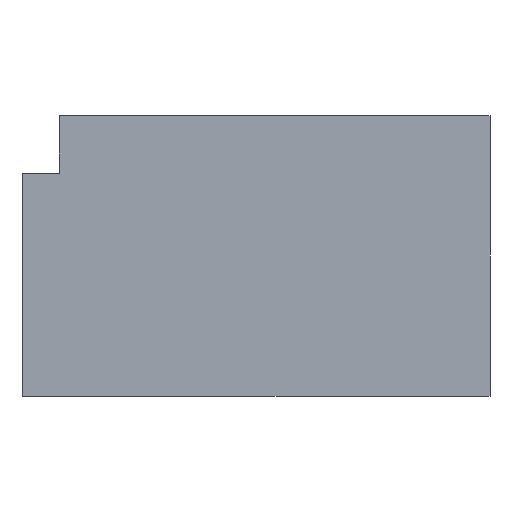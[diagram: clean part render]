
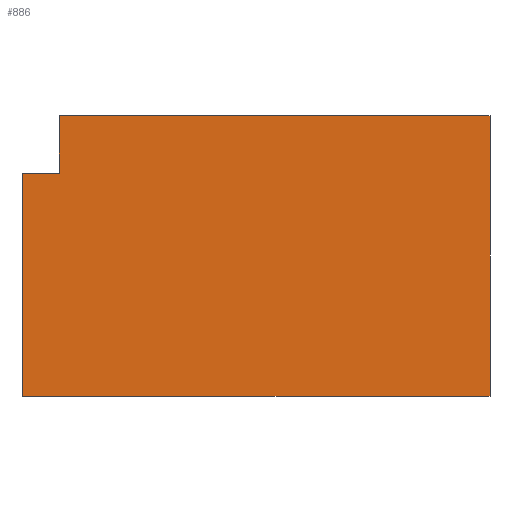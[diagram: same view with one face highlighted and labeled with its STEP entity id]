
A CAD part, front view. The second image highlights one B-rep face of the part: STEP entity #886.
In plain terms, the highlighted planar face has unit normal (0, -1, 0).
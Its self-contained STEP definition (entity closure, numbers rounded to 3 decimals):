
#52=FACE_OUTER_BOUND('',#96,.T.);
#96=EDGE_LOOP('',(#751,#752,#753,#754,#755,#756));
#142=LINE('',#1253,#266);
#208=LINE('',#1381,#332);
#213=LINE('',#1389,#337);
#214=LINE('',#1392,#338);
#215=LINE('',#1394,#339);
#216=LINE('',#1395,#340);
#266=VECTOR('',#1016,10.);
#332=VECTOR('',#1130,10.);
#337=VECTOR('',#1137,10.);
#338=VECTOR('',#1140,10.);
#339=VECTOR('',#1141,10.);
#340=VECTOR('',#1142,10.);
#385=VERTEX_POINT('',#1251);
#386=VERTEX_POINT('',#1252);
#423=VERTEX_POINT('',#1379);
#424=VERTEX_POINT('',#1380);
#427=VERTEX_POINT('',#1391);
#428=VERTEX_POINT('',#1393);
#472=EDGE_CURVE('',#385,#386,#142,.T.);
#538=EDGE_CURVE('',#423,#424,#208,.T.);
#543=EDGE_CURVE('',#424,#385,#213,.T.);
#544=EDGE_CURVE('',#427,#386,#214,.T.);
#545=EDGE_CURVE('',#428,#427,#215,.T.);
#546=EDGE_CURVE('',#423,#428,#216,.T.);
#751=ORIENTED_EDGE('',*,*,#544,.F.);
#752=ORIENTED_EDGE('',*,*,#545,.F.);
#753=ORIENTED_EDGE('',*,*,#546,.F.);
#754=ORIENTED_EDGE('',*,*,#538,.T.);
#755=ORIENTED_EDGE('',*,*,#543,.T.);
#756=ORIENTED_EDGE('',*,*,#472,.T.);
#842=PLANE('',#944);
#886=ADVANCED_FACE('',(#52),#842,.F.);
#944=AXIS2_PLACEMENT_3D('',#1390,#1138,#1139);
#1016=DIRECTION('',(-1.,0.,0.));
#1130=DIRECTION('',(-1.,0.,0.));
#1137=DIRECTION('',(0.,0.,-1.));
#1138=DIRECTION('center_axis',(0.,1.,0.));
#1139=DIRECTION('ref_axis',(0.,0.,1.));
#1140=DIRECTION('',(0.,0.,1.));
#1141=DIRECTION('',(-1.,0.,0.));
#1142=DIRECTION('',(0.,0.,-1.));
#1251=CARTESIAN_POINT('',(67.741,0.859,13.542));
#1252=CARTESIAN_POINT('',(62.741,0.859,13.542));
#1253=CARTESIAN_POINT('',(76.191,0.859,13.542));
#1379=CARTESIAN_POINT('',(125.641,0.859,21.292));
#1380=CARTESIAN_POINT('',(67.741,0.859,21.292));
#1381=CARTESIAN_POINT('',(92.091,0.859,21.292));
#1389=CARTESIAN_POINT('',(67.741,0.859,12.854));
#1390=CARTESIAN_POINT('Origin',(87.141,0.859,8.292));
#1391=CARTESIAN_POINT('',(62.741,0.859,-16.458));
#1392=CARTESIAN_POINT('',(62.741,0.859,3.417));
#1393=CARTESIAN_POINT('',(125.641,0.859,-16.458));
#1394=CARTESIAN_POINT('',(88.711,0.859,-16.458));
#1395=CARTESIAN_POINT('',(125.641,0.859,5.354));
